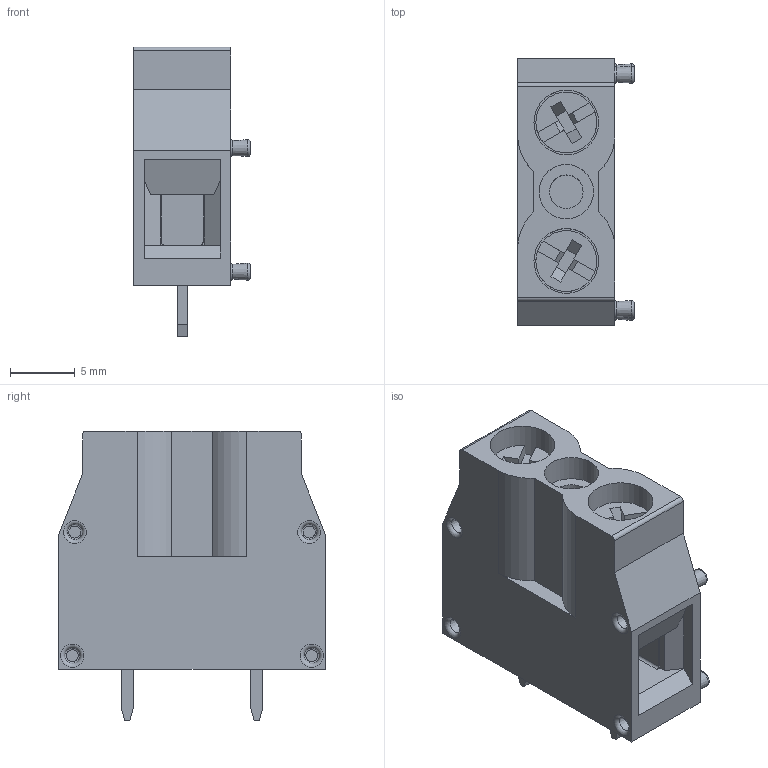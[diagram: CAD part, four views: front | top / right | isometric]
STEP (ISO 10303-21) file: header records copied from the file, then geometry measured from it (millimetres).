
FILE_DESCRIPTION(('STEP AP214'),'1');
FILE_NAME('MVL471-7,5-V.stp','2019-02-18T08:31:12',(' '),(' '),'Spatial InterOp 3D',' ',' ');
FILE_SCHEMA(('automotive_design'));
Length unit declared in the file: metre
Products named in the file (1): 1
Bounding box: 9 x 20.6 x 22.4 mm (x, y, z)
Volume: 2136.3 mm3; surface area: 1871.8 mm2
Topology: 1 solids, 1 shells, 150 faces, 378 edges, 248 vertices
Faces by surface type: plane 110, cylinder 16, torus 16, cone 8
Full cylindrical faces by diameter (mm): 2.6 x1, 4.2 x1, 4.7 x2, 5 x2
Entity records: 5361 total; most frequent: CARTESIAN_POINT 711, DIRECTION 702, ORIENTED_EDGE 660, EDGE_CURVE 330, LINE 260, VECTOR 260, VERTEX_POINT 230, AXIS2_PLACEMENT_3D 221
